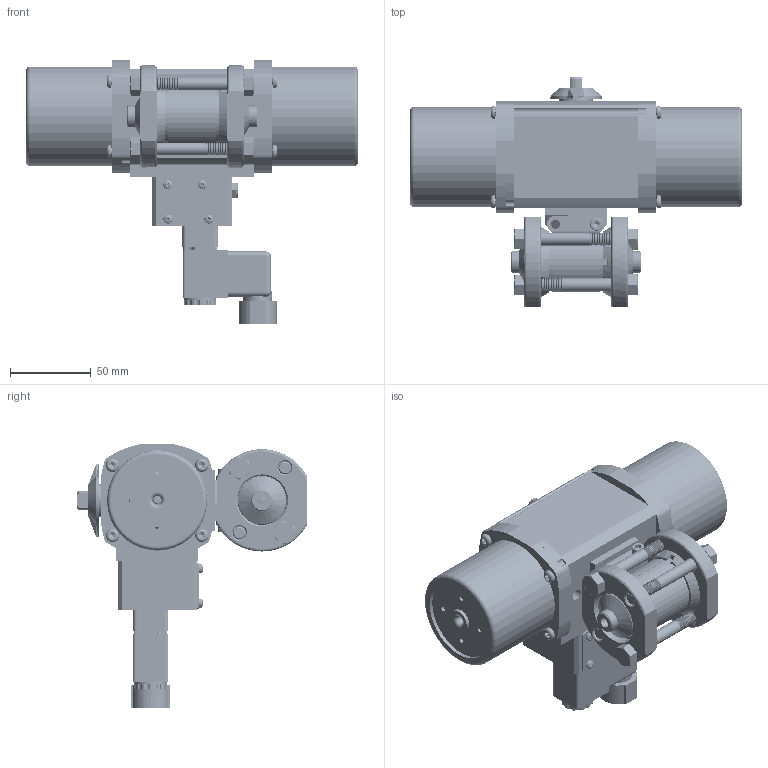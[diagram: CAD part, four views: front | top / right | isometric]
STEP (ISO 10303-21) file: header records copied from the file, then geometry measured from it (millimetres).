
FILE_DESCRIPTION (( 'STEP AP203' ), '1' );
FILE_NAME ('24XXTSWFA512SR3GPDC.step', '2018-06-12T15:28:35', ( '' ), ( '' ), 'SwSTEP 2.0', 'SolidWorks 2017', '' );
FILE_SCHEMA (( 'CONFIG_CONTROL_DESIGN' ));
Products named in the file (1): 24XXTSWFA512SR3GPDC
Bounding box: 206.12 x 142.33 x 163.7 mm (x, y, z)
Volume: 655712.6 mm3; surface area: 281219.6 mm2
Topology: 61 solids, 61 shells, 5731 faces, 15329 edges, 9789 vertices
Faces by surface type: cylinder 2837, cone 1785, plane 779, torus 211, bspline 105, sphere 14
Entity records: 217889 total; most frequent: CARTESIAN_POINT 78489, ORIENTED_EDGE 30366, DIRECTION 29573, EDGE_CURVE 15183, AXIS2_PLACEMENT_3D 12022, VERTEX_POINT 9785, CIRCLE 6395, EDGE_LOOP 6170
